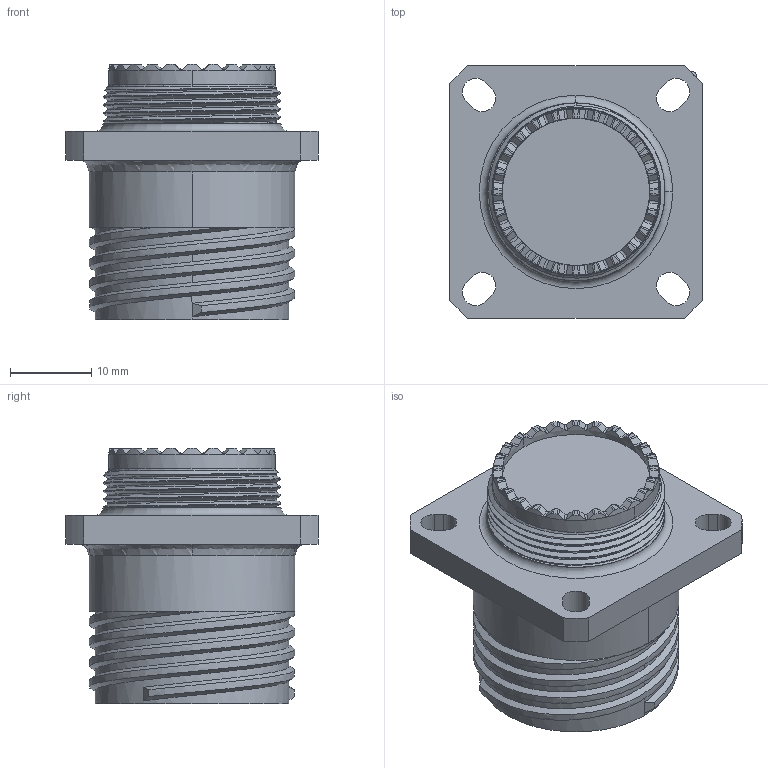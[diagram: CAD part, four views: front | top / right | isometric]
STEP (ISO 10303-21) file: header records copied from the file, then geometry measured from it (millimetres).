
FILE_DESCRIPTION((''),'2;1');
FILE_NAME('8D-20-15_SW0001','2012-02-22T',('sfremont'),('SOURIAU'),'PRO/ENGINEER BY PARAMETRIC TECHNOLOGY CORPORATION, 2010140','PRO/ENGINEER BY PARAMETRIC TECHNOLOGY CORPORATION, 2010140','');
FILE_SCHEMA(('CONFIG_CONTROL_DESIGN'));
Length unit declared in the file: millimetre
Products named in the file (1): 8D-20-15_SW0001
Bounding box: 30.95 x 30.95 x 31.32 mm (x, y, z)
Volume: 14815.8 mm3; surface area: 4911.3 mm2
Topology: 1 solids, 1 shells, 273 faces, 769 edges, 501 vertices
Faces by surface type: cylinder 115, plane 104, cone 26, bspline 15, torus 9, revolution 2, sphere 2
Entity records: 13882 total; most frequent: CARTESIAN_POINT 7380, ORIENTED_EDGE 1534, DIRECTION 1090, EDGE_CURVE 767, VERTEX_POINT 501, AXIS2_PLACEMENT_3D 413, B_SPLINE_CURVE_WITH_KNOTS 350, EDGE_LOOP 286
